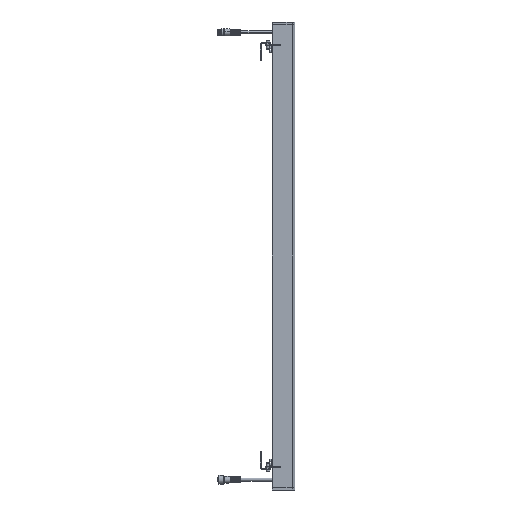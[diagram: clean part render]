
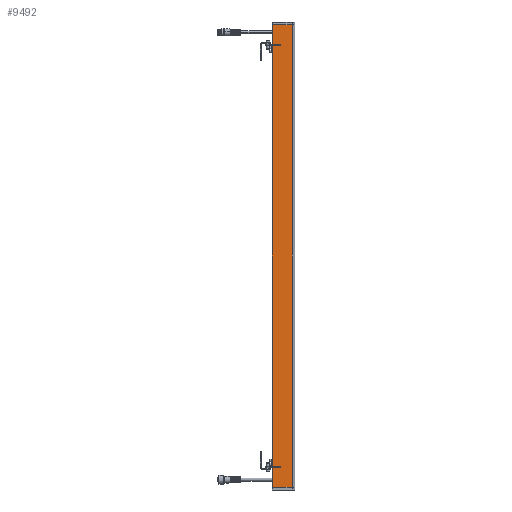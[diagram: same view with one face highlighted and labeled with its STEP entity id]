
A CAD part, front view. The second image highlights one B-rep face of the part: STEP entity #9492.
In plain terms, the highlighted planar face has unit normal (0, -1, 0).
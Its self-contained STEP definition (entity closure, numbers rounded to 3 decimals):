
#1071 = CARTESIAN_POINT ( 'NONE',  ( 411.74, 123.991, 895. ) ) ;
#2420 = DIRECTION ( 'NONE',  ( 1., 0., 0. ) ) ;
#2858 = VERTEX_POINT ( 'NONE', #28240 ) ;
#3154 = LINE ( 'NONE', #1071, #19430 ) ;
#4655 = ORIENTED_EDGE ( 'NONE', *, *, #5806, .T. ) ;
#5251 = VERTEX_POINT ( 'NONE', #28634 ) ;
#5806 = EDGE_CURVE ( 'NONE', #18379, #2858, #14244, .T. ) ;
#5856 = ORIENTED_EDGE ( 'NONE', *, *, #23231, .F. ) ;
#6869 = VECTOR ( 'NONE', #2420, 1000. ) ;
#7125 = CARTESIAN_POINT ( 'NONE',  ( 373.331, 123.991, 0. ) ) ;
#8582 = EDGE_CURVE ( 'NONE', #5251, #18379, #26928, .T. ) ;
#9492 = ADVANCED_FACE ( 'NONE', ( #29868 ), #27491, .F. ) ;
#9557 = VECTOR ( 'NONE', #11698, 1000. ) ;
#10849 = DIRECTION ( 'NONE',  ( 0., 0., 1. ) ) ;
#11002 = DIRECTION ( 'NONE',  ( 0., 1., 0. ) ) ;
#11576 = LINE ( 'NONE', #14403, #6869 ) ;
#11698 = DIRECTION ( 'NONE',  ( 0., 0., -1. ) ) ;
#14082 = DIRECTION ( 'NONE',  ( 1., 0., 0. ) ) ;
#14244 = LINE ( 'NONE', #26148, #30627 ) ;
#14403 = CARTESIAN_POINT ( 'NONE',  ( 373.331, 123.991, 895. ) ) ;
#14547 = CARTESIAN_POINT ( 'NONE',  ( 373.331, 123.991, 895. ) ) ;
#15230 = ORIENTED_EDGE ( 'NONE', *, *, #8582, .T. ) ;
#15448 = DIRECTION ( 'NONE',  ( 0., 0., -1. ) ) ;
#15890 = CARTESIAN_POINT ( 'NONE',  ( 411.74, 123.991, 895. ) ) ;
#18379 = VERTEX_POINT ( 'NONE', #7125 ) ;
#19430 = VECTOR ( 'NONE', #15448, 1000. ) ;
#19779 = VERTEX_POINT ( 'NONE', #15890 ) ;
#21432 = EDGE_LOOP ( 'NONE', ( #4655, #24148, #5856, #15230 ) ) ;
#22284 = EDGE_CURVE ( 'NONE', #19779, #2858, #3154, .T. ) ;
#23231 = EDGE_CURVE ( 'NONE', #5251, #19779, #11576, .T. ) ;
#24148 = ORIENTED_EDGE ( 'NONE', *, *, #22284, .F. ) ;
#25286 = AXIS2_PLACEMENT_3D ( 'NONE', #30018, #11002, #10849 ) ;
#26148 = CARTESIAN_POINT ( 'NONE',  ( 373.331, 123.991, 0. ) ) ;
#26928 = LINE ( 'NONE', #14547, #9557 ) ;
#27491 = PLANE ( 'NONE',  #25286 ) ;
#28240 = CARTESIAN_POINT ( 'NONE',  ( 411.74, 123.991, 0. ) ) ;
#28634 = CARTESIAN_POINT ( 'NONE',  ( 373.331, 123.991, 895. ) ) ;
#29868 = FACE_OUTER_BOUND ( 'NONE', #21432, .T. ) ;
#30018 = CARTESIAN_POINT ( 'NONE',  ( 373.331, 123.991, 895. ) ) ;
#30627 = VECTOR ( 'NONE', #14082, 1000. ) ;
